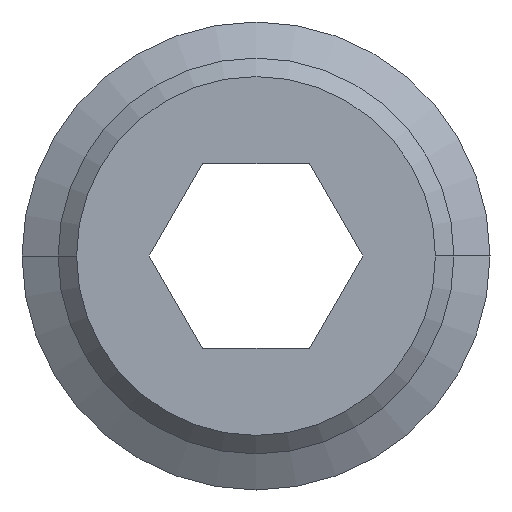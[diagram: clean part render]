
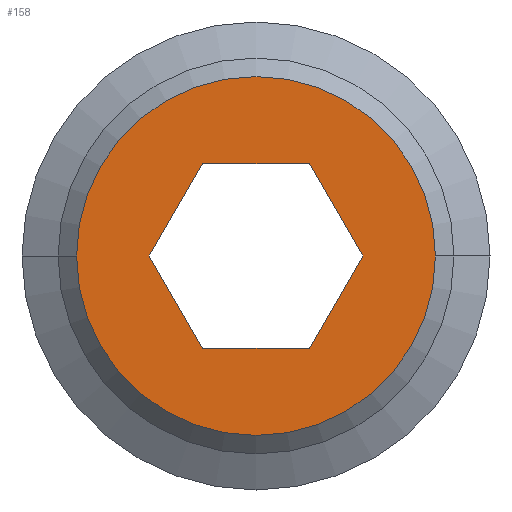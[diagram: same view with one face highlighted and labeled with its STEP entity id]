
A CAD part, left-side view. The second image highlights one B-rep face of the part: STEP entity #158.
In plain terms, the highlighted planar face has unit normal (-1, 0, 0).
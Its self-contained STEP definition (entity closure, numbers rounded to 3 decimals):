
#158=ADVANCED_FACE('',(#330,#331),#332,.T.);
#330=FACE_BOUND('',#511,.T.);
#331=FACE_OUTER_BOUND('',#512,.T.);
#332=PLANE('',#513);
#511=EDGE_LOOP('',(#932,#933,#934,#935,#936,#937));
#512=EDGE_LOOP('',(#938,#939));
#513=AXIS2_PLACEMENT_3D('',#940,#941,#942);
#932=ORIENTED_EDGE('',*,*,#1200,.T.);
#933=ORIENTED_EDGE('',*,*,#1196,.T.);
#934=ORIENTED_EDGE('',*,*,#1192,.T.);
#935=ORIENTED_EDGE('',*,*,#1188,.T.);
#936=ORIENTED_EDGE('',*,*,#1208,.T.);
#937=ORIENTED_EDGE('',*,*,#1204,.T.);
#938=ORIENTED_EDGE('',*,*,#1141,.F.);
#939=ORIENTED_EDGE('',*,*,#1245,.F.);
#940=CARTESIAN_POINT('',(0.,2.425,0.0));
#941=DIRECTION('',(-1.0,0.,0.0));
#942=DIRECTION('',(0.,-1.0,0.0));
#1141=EDGE_CURVE('',#1377,#1379,#1380,.T.);
#1188=EDGE_CURVE('',#1457,#1455,#1458,.T.);
#1192=EDGE_CURVE('',#1463,#1457,#1464,.T.);
#1196=EDGE_CURVE('',#1469,#1463,#1470,.T.);
#1200=EDGE_CURVE('',#1475,#1469,#1476,.T.);
#1204=EDGE_CURVE('',#1481,#1475,#1482,.T.);
#1208=EDGE_CURVE('',#1455,#1481,#1486,.T.);
#1245=EDGE_CURVE('',#1379,#1377,#1531,.T.);
#1377=VERTEX_POINT('',#1760);
#1379=VERTEX_POINT('',#1763);
#1380=CIRCLE('',#1764,4.85);
#1455=VERTEX_POINT('',#2026);
#1457=VERTEX_POINT('',#2029);
#1458=LINE('',#2030,#2031);
#1463=VERTEX_POINT('',#2038);
#1464=LINE('',#2039,#2040);
#1469=VERTEX_POINT('',#2047);
#1470=LINE('',#2048,#2049);
#1475=VERTEX_POINT('',#2056);
#1476=LINE('',#2057,#2058);
#1481=VERTEX_POINT('',#2065);
#1482=LINE('',#2066,#2067);
#1486=LINE('',#2073,#2074);
#1531=CIRCLE('',#2203,4.85);
#1760=CARTESIAN_POINT('',(0.,4.85,0.0));
#1763=CARTESIAN_POINT('',(0.,-4.85,0.));
#1764=AXIS2_PLACEMENT_3D('',#2314,#2315,#2316);
#2026=CARTESIAN_POINT('',(0.,2.887,0.));
#2029=CARTESIAN_POINT('',(0.,1.443,-2.5));
#2030=CARTESIAN_POINT('',(0.,2.468,-0.725));
#2031=VECTOR('',#2359,1.0);
#2038=CARTESIAN_POINT('',(0.,-1.443,-2.5));
#2039=CARTESIAN_POINT('',(0.,1.213,-2.5));
#2040=VECTOR('',#2362,1.0);
#2047=CARTESIAN_POINT('',(0.,-2.887,0.));
#2048=CARTESIAN_POINT('',(0.,-1.862,-1.775));
#2049=VECTOR('',#2365,1.0);
#2056=CARTESIAN_POINT('',(0.,-1.443,2.5));
#2057=CARTESIAN_POINT('',(0.,-1.862,1.775));
#2058=VECTOR('',#2368,1.0);
#2065=CARTESIAN_POINT('',(0.,1.443,2.5));
#2066=CARTESIAN_POINT('',(0.,1.213,2.5));
#2067=VECTOR('',#2371,1.0);
#2073=CARTESIAN_POINT('',(0.,2.468,0.725));
#2074=VECTOR('',#2374,1.0);
#2203=AXIS2_PLACEMENT_3D('',#2413,#2414,#2415);
#2314=CARTESIAN_POINT('',(0.,0.0,0.0));
#2315=DIRECTION('',(1.0,0.0,0.0));
#2316=DIRECTION('',(0.0,1.0,0.0));
#2359=DIRECTION('',(0.,0.5,0.866));
#2362=DIRECTION('',(0.,1.0,0.0));
#2365=DIRECTION('',(0.,0.5,-0.866));
#2368=DIRECTION('',(0.,-0.5,-0.866));
#2371=DIRECTION('',(0.,-1.0,0.));
#2374=DIRECTION('',(0.,-0.5,0.866));
#2413=CARTESIAN_POINT('',(0.,0.0,0.0));
#2414=DIRECTION('',(1.0,0.0,0.0));
#2415=DIRECTION('',(0.0,1.0,0.0));
